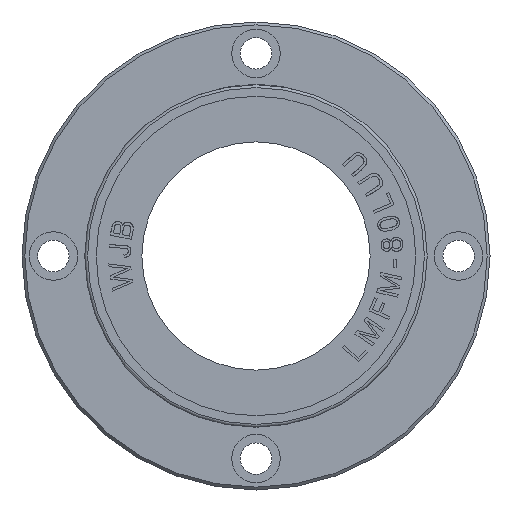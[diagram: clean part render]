
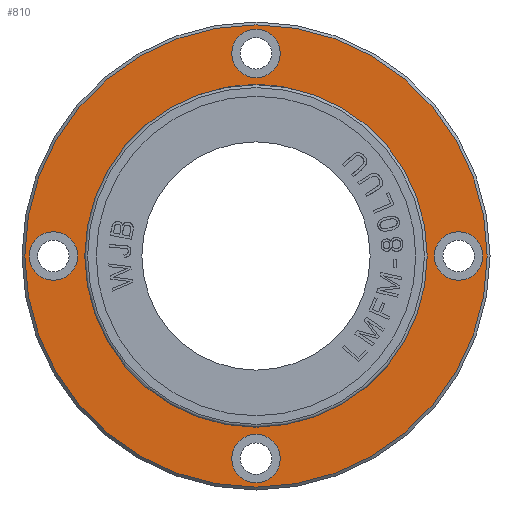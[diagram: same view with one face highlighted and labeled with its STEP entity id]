
A CAD part, left-side view. The second image highlights one B-rep face of the part: STEP entity #810.
In plain terms, the highlighted planar face has unit normal (-1, 0, 0).
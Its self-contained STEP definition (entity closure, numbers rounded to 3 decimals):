
#562=PLANE('',#7096);
#810=ADVANCED_FACE('',(#1367,#1368,#1369,#1370,#1371,#1372),#562,.T.);
#1263=CIRCLE('',#7090,59.786);
#1264=CIRCLE('',#7091,81.);
#1265=CIRCLE('',#7092,8.5);
#1266=CIRCLE('',#7093,8.5);
#1267=CIRCLE('',#7094,8.5);
#1268=CIRCLE('',#7095,8.5);
#1367=FACE_BOUND('',#1498,.T.);
#1368=FACE_BOUND('',#1499,.T.);
#1369=FACE_BOUND('',#1500,.T.);
#1370=FACE_BOUND('',#1501,.T.);
#1371=FACE_BOUND('',#1502,.T.);
#1372=FACE_BOUND('',#1503,.T.);
#1498=EDGE_LOOP('',(#3349));
#1499=EDGE_LOOP('',(#3350));
#1500=EDGE_LOOP('',(#3351));
#1501=EDGE_LOOP('',(#3352));
#1502=EDGE_LOOP('',(#3353));
#1503=EDGE_LOOP('',(#3354));
#3349=ORIENTED_EDGE('',*,*,#5917,.F.);
#3350=ORIENTED_EDGE('',*,*,#5918,.T.);
#3351=ORIENTED_EDGE('',*,*,#5919,.F.);
#3352=ORIENTED_EDGE('',*,*,#5920,.F.);
#3353=ORIENTED_EDGE('',*,*,#5921,.F.);
#3354=ORIENTED_EDGE('',*,*,#5922,.F.);
#5265=VERTEX_POINT('',#10234);
#5266=VERTEX_POINT('',#10236);
#5267=VERTEX_POINT('',#10238);
#5268=VERTEX_POINT('',#10240);
#5269=VERTEX_POINT('',#10242);
#5270=VERTEX_POINT('',#10244);
#5917=EDGE_CURVE('',#5265,#5265,#1263,.T.);
#5918=EDGE_CURVE('',#5266,#5266,#1264,.T.);
#5919=EDGE_CURVE('',#5267,#5267,#1265,.T.);
#5920=EDGE_CURVE('',#5268,#5268,#1266,.T.);
#5921=EDGE_CURVE('',#5269,#5269,#1267,.T.);
#5922=EDGE_CURVE('',#5270,#5270,#1268,.T.);
#7090=AXIS2_PLACEMENT_3D('',#10233,#7693,#7694);
#7091=AXIS2_PLACEMENT_3D('',#10235,#7695,#7696);
#7092=AXIS2_PLACEMENT_3D('',#10237,#7697,#7698);
#7093=AXIS2_PLACEMENT_3D('',#10239,#7699,#7700);
#7094=AXIS2_PLACEMENT_3D('',#10241,#7701,#7702);
#7095=AXIS2_PLACEMENT_3D('',#10243,#7703,#7704);
#7096=AXIS2_PLACEMENT_3D('',#10245,#7705,#7706);
#7693=DIRECTION('',(-1.,0.,0.));
#7694=DIRECTION('',(0.,0.,1.));
#7695=DIRECTION('',(-1.,0.,0.));
#7696=DIRECTION('',(0.,0.,1.));
#7697=DIRECTION('',(-1.,0.,0.));
#7698=DIRECTION('',(0.,0.,1.));
#7699=DIRECTION('',(-1.,0.,0.));
#7700=DIRECTION('',(0.,0.,1.));
#7701=DIRECTION('',(-1.,0.,0.));
#7702=DIRECTION('',(0.,0.,1.));
#7703=DIRECTION('',(-1.,0.,0.));
#7704=DIRECTION('',(0.,0.,1.));
#7705=DIRECTION('',(-1.,0.,0.));
#7706=DIRECTION('',(0.,0.,1.));
#10233=CARTESIAN_POINT('',(0.,0.,0.));
#10234=CARTESIAN_POINT('',(0.,0.,59.786));
#10235=CARTESIAN_POINT('',(0.,0.,0.));
#10236=CARTESIAN_POINT('',(0.,0.,81.));
#10237=CARTESIAN_POINT('',(0.,71.,0.));
#10238=CARTESIAN_POINT('',(0.,71.,8.5));
#10239=CARTESIAN_POINT('',(0.,-71.,0.));
#10240=CARTESIAN_POINT('',(0.,-71.,8.5));
#10241=CARTESIAN_POINT('',(0.,0.,71.));
#10242=CARTESIAN_POINT('',(0.,0.,79.5));
#10243=CARTESIAN_POINT('',(0.,0.,-71.));
#10244=CARTESIAN_POINT('',(0.,0.,-62.5));
#10245=CARTESIAN_POINT('',(0.,-67.32,-66.));
